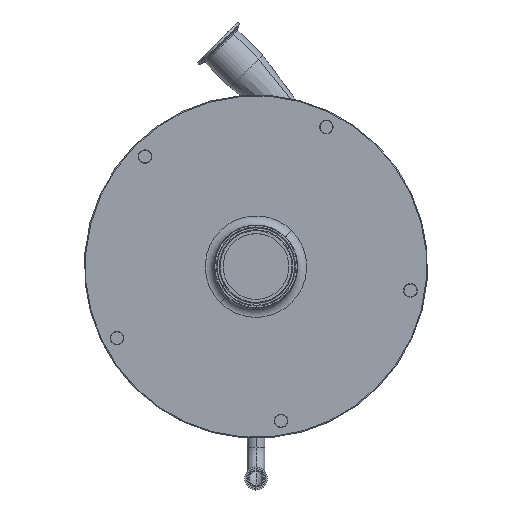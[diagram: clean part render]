
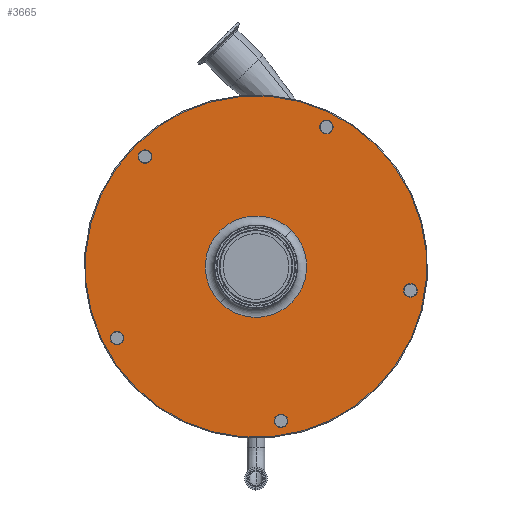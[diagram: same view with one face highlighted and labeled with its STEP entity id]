
A CAD part, top view. The second image highlights one B-rep face of the part: STEP entity #3665.
In plain terms, the highlighted planar face has unit normal (0, 0, 1).
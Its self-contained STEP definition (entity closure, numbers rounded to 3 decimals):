
#10 = CIRCLE ( 'NONE', #3915, 188.5 ) ;
#18 = CARTESIAN_POINT ( 'NONE',  ( 132.727, 133.85, 240. ) ) ;
#23 = CIRCLE ( 'NONE', #5503, 7.5 ) ;
#95 = FACE_BOUND ( 'NONE', #2221, .T. ) ;
#98 = DIRECTION ( 'NONE',  ( 0., 0., 1. ) ) ;
#151 = AXIS2_PLACEMENT_3D ( 'NONE', #1650, #1616, #3791 ) ;
#182 = CARTESIAN_POINT ( 'NONE',  ( -158.693, -73.679, 240. ) ) ;
#230 = CARTESIAN_POINT ( 'NONE',  ( -153.367, -78.96, 240. ) ) ;
#400 = DIRECTION ( 'NONE',  ( 0., 0., 1. ) ) ;
#434 = VERTEX_POINT ( 'NONE', #1670 ) ;
#469 = EDGE_LOOP ( 'NONE', ( #3578, #817 ) ) ;
#539 = CARTESIAN_POINT ( 'NONE',  ( -117.208, 126.786, 240. ) ) ;
#544 = EDGE_CURVE ( 'NONE', #5617, #1642, #1487, .T. ) ;
#594 = CARTESIAN_POINT ( 'NONE',  ( 39.431, 39.765, 240. ) ) ;
#598 = CIRCLE ( 'NONE', #5067, 7.5 ) ;
#663 = CARTESIAN_POINT ( 'NONE',  ( 77.665, 154.027, 240. ) ) ;
#699 = ORIENTED_EDGE ( 'NONE', *, *, #2694, .F. ) ;
#709 = VERTEX_POINT ( 'NONE', #5580 ) ;
#732 = DIRECTION ( 'NONE',  ( 0., 0., 1. ) ) ;
#817 = ORIENTED_EDGE ( 'NONE', *, *, #1136, .F. ) ;
#841 = CIRCLE ( 'NONE', #2295, 7.5 ) ;
#891 = CARTESIAN_POINT ( 'NONE',  ( 33.028, -175.542, 240. ) ) ;
#1040 = ORIENTED_EDGE ( 'NONE', *, *, #5378, .F. ) ;
#1136 = EDGE_CURVE ( 'NONE', #2187, #4374, #2514, .T. ) ;
#1147 = FACE_BOUND ( 'NONE', #1726, .T. ) ;
#1213 = DIRECTION ( 'NONE',  ( -0.704, -0.71, 0. ) ) ;
#1260 = ORIENTED_EDGE ( 'NONE', *, *, #1429, .F. ) ;
#1289 = DIRECTION ( 'NONE',  ( 0., 0., -1. ) ) ;
#1392 = CARTESIAN_POINT ( 'NONE',  ( -39.431, -39.765, 240. ) ) ;
#1429 = EDGE_CURVE ( 'NONE', #6914, #6355, #841, .T. ) ;
#1487 = CIRCLE ( 'NONE', #5411, 56. ) ;
#1502 = CARTESIAN_POINT ( 'NONE',  ( 77.665, 154.027, 240. ) ) ;
#1516 = ORIENTED_EDGE ( 'NONE', *, *, #544, .T. ) ;
#1616 = DIRECTION ( 'NONE',  ( 0., 0., -1. ) ) ;
#1642 = VERTEX_POINT ( 'NONE', #594 ) ;
#1650 = CARTESIAN_POINT ( 'NONE',  ( 0., 0., 240. ) ) ;
#1670 = CARTESIAN_POINT ( 'NONE',  ( -132.727, -133.85, 240. ) ) ;
#1702 = PLANE ( 'NONE',  #6066 ) ;
#1711 = CARTESIAN_POINT ( 'NONE',  ( -153.367, -78.96, 240. ) ) ;
#1726 = EDGE_LOOP ( 'NONE', ( #699, #1260 ) ) ;
#1747 = DIRECTION ( 'NONE',  ( 0.71, -0.704, 0. ) ) ;
#1775 = CIRCLE ( 'NONE', #5699, 7.5 ) ;
#1839 = CIRCLE ( 'NONE', #5761, 7.5 ) ;
#2042 = CARTESIAN_POINT ( 'NONE',  ( 82.991, 148.746, 240. ) ) ;
#2073 = CIRCLE ( 'NONE', #5652, 7.5 ) ;
#2115 = DIRECTION ( 'NONE',  ( 0., 0., 1. ) ) ;
#2161 = CIRCLE ( 'NONE', #151, 56. ) ;
#2187 = VERTEX_POINT ( 'NONE', #5122 ) ;
#2221 = EDGE_LOOP ( 'NONE', ( #4528, #6843 ) ) ;
#2231 = FACE_OUTER_BOUND ( 'NONE', #5513, .T. ) ;
#2251 = CIRCLE ( 'NONE', #2418, 7.5 ) ;
#2295 = AXIS2_PLACEMENT_3D ( 'NONE', #1502, #4263, #4688 ) ;
#2339 = DIRECTION ( 'NONE',  ( 0., 0., 1. ) ) ;
#2393 = ORIENTED_EDGE ( 'NONE', *, *, #4389, .T. ) ;
#2418 = AXIS2_PLACEMENT_3D ( 'NONE', #4359, #732, #3802 ) ;
#2505 = DIRECTION ( 'NONE',  ( 0.71, -0.704, 0. ) ) ;
#2514 = CIRCLE ( 'NONE', #3057, 7.5 ) ;
#2530 = FACE_BOUND ( 'NONE', #6905, .T. ) ;
#2691 = VERTEX_POINT ( 'NONE', #6567 ) ;
#2694 = EDGE_CURVE ( 'NONE', #6355, #6914, #3036, .T. ) ;
#2770 = CARTESIAN_POINT ( 'NONE',  ( 165.163, -20.986, 240. ) ) ;
#2854 = ORIENTED_EDGE ( 'NONE', *, *, #6889, .F. ) ;
#2879 = CARTESIAN_POINT ( 'NONE',  ( -122.489, 121.461, 240. ) ) ;
#3006 = EDGE_CURVE ( 'NONE', #2691, #6527, #2073, .T. ) ;
#3036 = CIRCLE ( 'NONE', #3377, 7.5 ) ;
#3057 = AXIS2_PLACEMENT_3D ( 'NONE', #2879, #3960, #6542 ) ;
#3063 = DIRECTION ( 'NONE',  ( -0.704, -0.71, 0. ) ) ;
#3218 = EDGE_CURVE ( 'NONE', #6364, #709, #1839, .T. ) ;
#3253 = AXIS2_PLACEMENT_3D ( 'NONE', #3487, #6238, #3063 ) ;
#3377 = AXIS2_PLACEMENT_3D ( 'NONE', #663, #98, #5997 ) ;
#3487 = CARTESIAN_POINT ( 'NONE',  ( 0., 0., 240. ) ) ;
#3578 = ORIENTED_EDGE ( 'NONE', *, *, #4612, .F. ) ;
#3610 = FACE_BOUND ( 'NONE', #3978, .T. ) ;
#3665 = ADVANCED_FACE ( 'NONE', ( #95, #3610, #2530, #1147, #4656, #2231, #6525 ), #1702, .F. ) ;
#3791 = DIRECTION ( 'NONE',  ( -0.704, -0.71, 0. ) ) ;
#3802 = DIRECTION ( 'NONE',  ( 0.71, -0.704, 0. ) ) ;
#3858 = EDGE_CURVE ( 'NONE', #6185, #434, #5390, .T. ) ;
#3878 = CARTESIAN_POINT ( 'NONE',  ( 72.339, 159.308, 240. ) ) ;
#3915 = AXIS2_PLACEMENT_3D ( 'NONE', #4162, #5350, #4226 ) ;
#3960 = DIRECTION ( 'NONE',  ( 0., 0., 1. ) ) ;
#3978 = EDGE_LOOP ( 'NONE', ( #5862, #1040 ) ) ;
#4090 = DIRECTION ( 'NONE',  ( 0., 0., -1. ) ) ;
#4148 = CARTESIAN_POINT ( 'NONE',  ( 27.703, -170.261, 240. ) ) ;
#4162 = CARTESIAN_POINT ( 'NONE',  ( 0., 0., 240. ) ) ;
#4226 = DIRECTION ( 'NONE',  ( -0.704, -0.71, 0. ) ) ;
#4240 = DIRECTION ( 'NONE',  ( 0.71, -0.704, 0. ) ) ;
#4263 = DIRECTION ( 'NONE',  ( 0., 0., 1. ) ) ;
#4275 = CARTESIAN_POINT ( 'NONE',  ( 175.814, -31.548, 240. ) ) ;
#4332 = ORIENTED_EDGE ( 'NONE', *, *, #3858, .T. ) ;
#4359 = CARTESIAN_POINT ( 'NONE',  ( 170.488, -26.267, 240. ) ) ;
#4369 = EDGE_CURVE ( 'NONE', #4387, #6577, #4831, .T. ) ;
#4374 = VERTEX_POINT ( 'NONE', #539 ) ;
#4387 = VERTEX_POINT ( 'NONE', #4275 ) ;
#4389 = EDGE_CURVE ( 'NONE', #1642, #5617, #2161, .T. ) ;
#4489 = EDGE_LOOP ( 'NONE', ( #1516, #2393 ) ) ;
#4528 = ORIENTED_EDGE ( 'NONE', *, *, #3006, .F. ) ;
#4612 = EDGE_CURVE ( 'NONE', #4374, #2187, #598, .T. ) ;
#4656 = FACE_BOUND ( 'NONE', #469, .T. ) ;
#4688 = DIRECTION ( 'NONE',  ( 0.71, -0.704, 0. ) ) ;
#4772 = DIRECTION ( 'NONE',  ( 0., 0., 1. ) ) ;
#4831 = CIRCLE ( 'NONE', #5515, 7.5 ) ;
#4870 = ORIENTED_EDGE ( 'NONE', *, *, #4369, .F. ) ;
#5067 = AXIS2_PLACEMENT_3D ( 'NONE', #5088, #400, #5573 ) ;
#5088 = CARTESIAN_POINT ( 'NONE',  ( -122.489, 121.461, 240. ) ) ;
#5122 = CARTESIAN_POINT ( 'NONE',  ( -127.77, 116.135, 240. ) ) ;
#5136 = CARTESIAN_POINT ( 'NONE',  ( 0., 0., 240. ) ) ;
#5338 = CARTESIAN_POINT ( 'NONE',  ( 170.488, -26.267, 240. ) ) ;
#5350 = DIRECTION ( 'NONE',  ( 0., 0., 1. ) ) ;
#5378 = EDGE_CURVE ( 'NONE', #709, #6364, #23, .T. ) ;
#5390 = CIRCLE ( 'NONE', #3253, 188.5 ) ;
#5411 = AXIS2_PLACEMENT_3D ( 'NONE', #5136, #4090, #6240 ) ;
#5503 = AXIS2_PLACEMENT_3D ( 'NONE', #4148, #5593, #6628 ) ;
#5513 = EDGE_LOOP ( 'NONE', ( #6550, #4332 ) ) ;
#5515 = AXIS2_PLACEMENT_3D ( 'NONE', #5338, #2115, #4240 ) ;
#5573 = DIRECTION ( 'NONE',  ( 0.704, 0.71, 0. ) ) ;
#5580 = CARTESIAN_POINT ( 'NONE',  ( 22.377, -164.98, 240. ) ) ;
#5593 = DIRECTION ( 'NONE',  ( 0., 0., 1. ) ) ;
#5617 = VERTEX_POINT ( 'NONE', #1392 ) ;
#5652 = AXIS2_PLACEMENT_3D ( 'NONE', #230, #6161, #2505 ) ;
#5699 = AXIS2_PLACEMENT_3D ( 'NONE', #1711, #2339, #1747 ) ;
#5761 = AXIS2_PLACEMENT_3D ( 'NONE', #6340, #4772, #6871 ) ;
#5862 = ORIENTED_EDGE ( 'NONE', *, *, #3218, .F. ) ;
#5997 = DIRECTION ( 'NONE',  ( 0.71, -0.704, 0. ) ) ;
#6066 = AXIS2_PLACEMENT_3D ( 'NONE', #6824, #1289, #1213 ) ;
#6161 = DIRECTION ( 'NONE',  ( 0., 0., 1. ) ) ;
#6185 = VERTEX_POINT ( 'NONE', #18 ) ;
#6238 = DIRECTION ( 'NONE',  ( 0., 0., 1. ) ) ;
#6240 = DIRECTION ( 'NONE',  ( -0.704, -0.71, 0. ) ) ;
#6340 = CARTESIAN_POINT ( 'NONE',  ( 27.703, -170.261, 240. ) ) ;
#6355 = VERTEX_POINT ( 'NONE', #2042 ) ;
#6364 = VERTEX_POINT ( 'NONE', #891 ) ;
#6482 = EDGE_CURVE ( 'NONE', #6527, #2691, #1775, .T. ) ;
#6525 = FACE_BOUND ( 'NONE', #4489, .T. ) ;
#6527 = VERTEX_POINT ( 'NONE', #182 ) ;
#6542 = DIRECTION ( 'NONE',  ( 0.704, 0.71, 0. ) ) ;
#6550 = ORIENTED_EDGE ( 'NONE', *, *, #6840, .T. ) ;
#6567 = CARTESIAN_POINT ( 'NONE',  ( -148.042, -84.241, 240. ) ) ;
#6577 = VERTEX_POINT ( 'NONE', #2770 ) ;
#6628 = DIRECTION ( 'NONE',  ( 0.71, -0.704, 0. ) ) ;
#6824 = CARTESIAN_POINT ( 'NONE',  ( -134.56, 133.431, 240. ) ) ;
#6840 = EDGE_CURVE ( 'NONE', #434, #6185, #10, .T. ) ;
#6843 = ORIENTED_EDGE ( 'NONE', *, *, #6482, .F. ) ;
#6871 = DIRECTION ( 'NONE',  ( 0.71, -0.704, 0. ) ) ;
#6889 = EDGE_CURVE ( 'NONE', #6577, #4387, #2251, .T. ) ;
#6905 = EDGE_LOOP ( 'NONE', ( #4870, #2854 ) ) ;
#6914 = VERTEX_POINT ( 'NONE', #3878 ) ;
